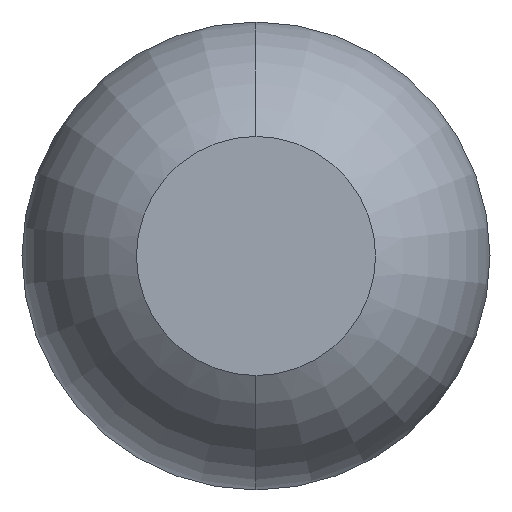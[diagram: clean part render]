
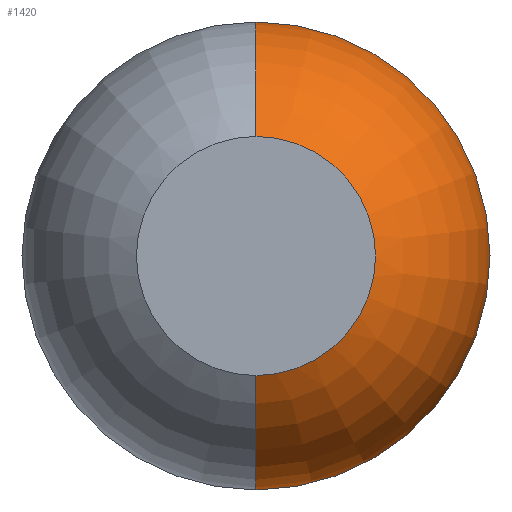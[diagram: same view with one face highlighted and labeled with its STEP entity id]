
A CAD part, front view. The second image highlights one B-rep face of the part: STEP entity #1420.
In plain terms, the highlighted toroidal (fillet/blend) face has major radius 0.035 mm and minor radius 0.65 mm.
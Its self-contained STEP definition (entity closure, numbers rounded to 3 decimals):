
#4 = DIRECTION ( 'NONE',  ( 0., 0., -1. ) ) ;
#67 = DIRECTION ( 'NONE',  ( 0., -1., 0. ) ) ;
#179 = CIRCLE ( 'NONE', #290, 0.685 ) ;
#243 = DIRECTION ( 'NONE',  ( 0., -1., 0. ) ) ;
#290 = AXIS2_PLACEMENT_3D ( 'NONE', #1649, #1666, #2993 ) ;
#355 = VERTEX_POINT ( 'NONE', #549 ) ;
#361 = VERTEX_POINT ( 'NONE', #833 ) ;
#549 = CARTESIAN_POINT ( 'NONE',  ( 0., -25., -0.35 ) ) ;
#586 = DIRECTION ( 'NONE',  ( 0., 0., -1. ) ) ;
#607 = EDGE_CURVE ( 'NONE', #361, #355, #915, .T. ) ;
#731 = AXIS2_PLACEMENT_3D ( 'NONE', #3383, #67, #1757 ) ;
#833 = CARTESIAN_POINT ( 'NONE',  ( 0., -24.431, -0.685 ) ) ;
#903 = VERTEX_POINT ( 'NONE', #2878 ) ;
#915 = CIRCLE ( 'NONE', #3556, 0.65 ) ;
#946 = DIRECTION ( 'NONE',  ( 0., 0., 1. ) ) ;
#1317 = CARTESIAN_POINT ( 'NONE',  ( 0., -24.431, 0.035 ) ) ;
#1420 = ADVANCED_FACE ( 'Defeature ausgef�hrt1_4', ( #3512 ), #2628, .T. ) ;
#1444 = ORIENTED_EDGE ( 'NONE', *, *, #1522, .T. ) ;
#1493 = ORIENTED_EDGE ( 'NONE', *, *, #607, .F. ) ;
#1522 = EDGE_CURVE ( 'Defeature ausgef�hrt1_4+Defeature ausgef�hrt1_5+Defeature ausgef�hrt1_5+Defeature ausgef�hrt1_5', #361, #2879, #179, .T. ) ;
#1526 = EDGE_CURVE ( 'NONE', #2879, #903, #2413, .T. ) ;
#1563 = CARTESIAN_POINT ( 'NONE',  ( 0., -25., 0. ) ) ;
#1649 = CARTESIAN_POINT ( 'NONE',  ( 0., -24.431, 0. ) ) ;
#1666 = DIRECTION ( 'NONE',  ( 0., -1., 0. ) ) ;
#1692 = ORIENTED_EDGE ( 'NONE', *, *, #3846, .F. ) ;
#1757 = DIRECTION ( 'NONE',  ( 0., 0., -1. ) ) ;
#1953 = DIRECTION ( 'NONE',  ( -1., 0., 0. ) ) ;
#2010 = AXIS2_PLACEMENT_3D ( 'NONE', #1563, #243, #586 ) ;
#2393 = CIRCLE ( 'NONE', #2010, 0.35 ) ;
#2413 = CIRCLE ( 'NONE', #3872, 0.65 ) ;
#2628 = TOROIDAL_SURFACE ( 'NONE', #731, 0.035, 0.65 ) ;
#2680 = DIRECTION ( 'NONE',  ( 1., 0., 0. ) ) ;
#2775 = CARTESIAN_POINT ( 'NONE',  ( 0., -24.431, 0.685 ) ) ;
#2878 = CARTESIAN_POINT ( 'NONE',  ( 0., -25., 0.35 ) ) ;
#2879 = VERTEX_POINT ( 'NONE', #2775 ) ;
#2985 = EDGE_LOOP ( 'NONE', ( #1444, #3691, #1692, #1493 ) ) ;
#2993 = DIRECTION ( 'NONE',  ( 0., 0., -1. ) ) ;
#3285 = CARTESIAN_POINT ( 'NONE',  ( 0., -24.431, -0.035 ) ) ;
#3383 = CARTESIAN_POINT ( 'NONE',  ( 0., -24.431, 0. ) ) ;
#3512 = FACE_OUTER_BOUND ( 'NONE', #2985, .T. ) ;
#3556 = AXIS2_PLACEMENT_3D ( 'NONE', #3285, #1953, #946 ) ;
#3691 = ORIENTED_EDGE ( 'NONE', *, *, #1526, .T. ) ;
#3846 = EDGE_CURVE ( 'Defeature ausgef�hrt1_12+Defeature ausgef�hrt1_4+Defeature ausgef�hrt1_4+Defeature ausgef�hrt1_4', #355, #903, #2393, .T. ) ;
#3872 = AXIS2_PLACEMENT_3D ( 'NONE', #1317, #2680, #4 ) ;
